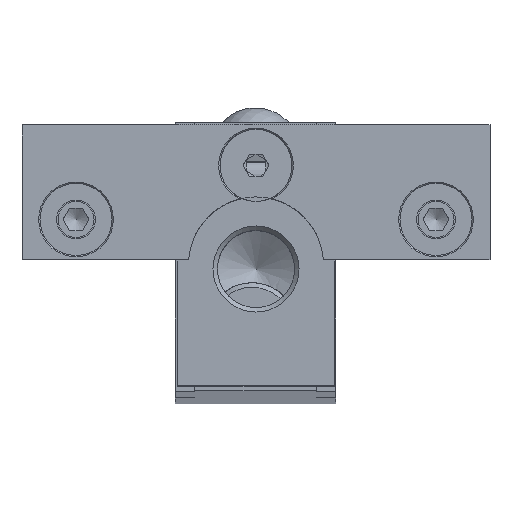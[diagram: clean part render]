
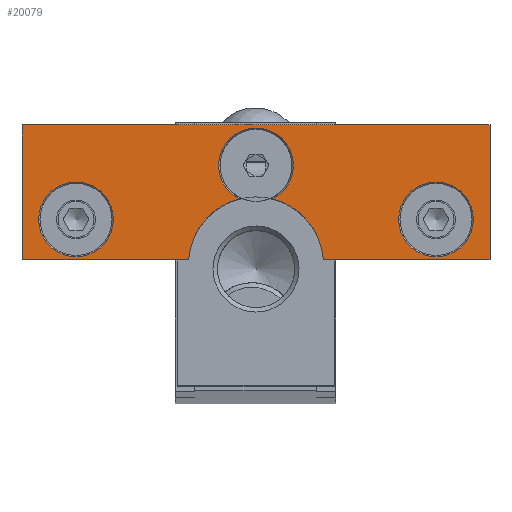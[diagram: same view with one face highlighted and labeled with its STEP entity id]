
A CAD part, top view. The second image highlights one B-rep face of the part: STEP entity #20079.
In plain terms, the highlighted planar face has unit normal (0, 0, 1).
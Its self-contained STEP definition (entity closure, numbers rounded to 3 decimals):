
#596=FACE_BOUND('',#4797,.T.);
#597=FACE_BOUND('',#4798,.T.);
#974=PLANE('',#22054);
#1518=LINE('',#34350,#2353);
#1519=LINE('',#34352,#2354);
#1520=LINE('',#34354,#2355);
#1521=LINE('',#34356,#2356);
#1522=LINE('',#34357,#2357);
#2353=VECTOR('',#26476,10.);
#2354=VECTOR('',#26477,10.);
#2355=VECTOR('',#26478,10.);
#2356=VECTOR('',#26479,10.);
#2357=VECTOR('',#26480,10.);
#3728=FACE_OUTER_BOUND('',#4796,.T.);
#4796=EDGE_LOOP('',(#14910,#14911,#14912,#14913,#14914,#14915,#14916,#14917));
#4797=EDGE_LOOP('',(#14918));
#4798=EDGE_LOOP('',(#14919));
#6401=CIRCLE('',#22021,7.5);
#6403=CIRCLE('',#22023,7.5);
#6417=CIRCLE('',#22053,4.15);
#6418=CIRCLE('',#22055,4.15);
#6419=CIRCLE('',#22056,4.15);
#8367=VERTEX_POINT('',#34215);
#8368=VERTEX_POINT('',#34220);
#8371=VERTEX_POINT('',#34226);
#8372=VERTEX_POINT('',#34228);
#8408=VERTEX_POINT('',#34344);
#8409=VERTEX_POINT('',#34349);
#8410=VERTEX_POINT('',#34351);
#8411=VERTEX_POINT('',#34353);
#8412=VERTEX_POINT('',#34355);
#8413=VERTEX_POINT('',#34358);
#10866=EDGE_CURVE('',#8368,#8367,#6401,.T.);
#10870=EDGE_CURVE('',#8372,#8371,#6403,.T.);
#10917=EDGE_CURVE('',#8408,#8408,#6417,.T.);
#10919=EDGE_CURVE('',#8372,#8367,#6418,.T.);
#10920=EDGE_CURVE('',#8371,#8409,#1518,.T.);
#10921=EDGE_CURVE('',#8409,#8410,#1519,.T.);
#10922=EDGE_CURVE('',#8410,#8411,#1520,.T.);
#10923=EDGE_CURVE('',#8411,#8412,#1521,.T.);
#10924=EDGE_CURVE('',#8412,#8368,#1522,.T.);
#10925=EDGE_CURVE('',#8413,#8413,#6419,.T.);
#14910=ORIENTED_EDGE('',*,*,#10919,.F.);
#14911=ORIENTED_EDGE('',*,*,#10870,.T.);
#14912=ORIENTED_EDGE('',*,*,#10920,.T.);
#14913=ORIENTED_EDGE('',*,*,#10921,.T.);
#14914=ORIENTED_EDGE('',*,*,#10922,.T.);
#14915=ORIENTED_EDGE('',*,*,#10923,.T.);
#14916=ORIENTED_EDGE('',*,*,#10924,.T.);
#14917=ORIENTED_EDGE('',*,*,#10866,.T.);
#14918=ORIENTED_EDGE('',*,*,#10925,.F.);
#14919=ORIENTED_EDGE('',*,*,#10917,.F.);
#20079=ADVANCED_FACE('',(#3728,#596,#597),#974,.T.);
#22021=AXIS2_PLACEMENT_3D('',#34221,#26378,#26379);
#22023=AXIS2_PLACEMENT_3D('',#34229,#26384,#26385);
#22053=AXIS2_PLACEMENT_3D('',#34345,#26469,#26470);
#22054=AXIS2_PLACEMENT_3D('',#34347,#26472,#26473);
#22055=AXIS2_PLACEMENT_3D('',#34348,#26474,#26475);
#22056=AXIS2_PLACEMENT_3D('',#34359,#26481,#26482);
#26378=DIRECTION('center_axis',(0.,0.,-1.));
#26379=DIRECTION('ref_axis',(0.998,0.067,0.));
#26384=DIRECTION('center_axis',(0.,0.,-1.));
#26385=DIRECTION('ref_axis',(0.998,0.067,0.));
#26469=DIRECTION('center_axis',(0.,0.,1.));
#26470=DIRECTION('ref_axis',(-1.,0.,0.));
#26472=DIRECTION('center_axis',(0.,0.,1.));
#26473=DIRECTION('ref_axis',(1.,0.,0.));
#26474=DIRECTION('center_axis',(0.,0.,1.));
#26475=DIRECTION('ref_axis',(-1.,0.,0.));
#26476=DIRECTION('',(1.,0.,0.));
#26477=DIRECTION('',(0.,1.,0.));
#26478=DIRECTION('',(-1.,0.,0.));
#26479=DIRECTION('',(0.,-1.,0.));
#26480=DIRECTION('',(1.,0.,0.));
#26481=DIRECTION('center_axis',(0.,0.,1.));
#26482=DIRECTION('ref_axis',(-1.,0.,0.));
#34215=CARTESIAN_POINT('',(-1.777,16.774,245.));
#34220=CARTESIAN_POINT('',(-7.433,10.,245.));
#34221=CARTESIAN_POINT('Origin',(0.05,9.5,245.));
#34226=CARTESIAN_POINT('',(7.533,10.,245.));
#34228=CARTESIAN_POINT('',(1.877,16.774,245.));
#34229=CARTESIAN_POINT('Origin',(0.05,9.5,245.));
#34344=CARTESIAN_POINT('',(24.2,14.5,245.));
#34345=CARTESIAN_POINT('Origin',(20.05,14.5,245.));
#34347=CARTESIAN_POINT('Origin',(0.05,17.949,245.));
#34348=CARTESIAN_POINT('Origin',(0.05,20.5,245.));
#34349=CARTESIAN_POINT('',(26.05,10.,245.));
#34350=CARTESIAN_POINT('',(26.05,10.,245.));
#34351=CARTESIAN_POINT('',(26.05,25.,245.));
#34352=CARTESIAN_POINT('',(26.05,25.,245.));
#34353=CARTESIAN_POINT('',(-25.95,25.,245.));
#34354=CARTESIAN_POINT('',(-25.95,25.,245.));
#34355=CARTESIAN_POINT('',(-25.95,10.,245.));
#34356=CARTESIAN_POINT('',(-25.95,10.,245.));
#34357=CARTESIAN_POINT('',(-7.433,10.,245.));
#34358=CARTESIAN_POINT('',(-15.8,14.5,245.));
#34359=CARTESIAN_POINT('Origin',(-19.95,14.5,245.));
